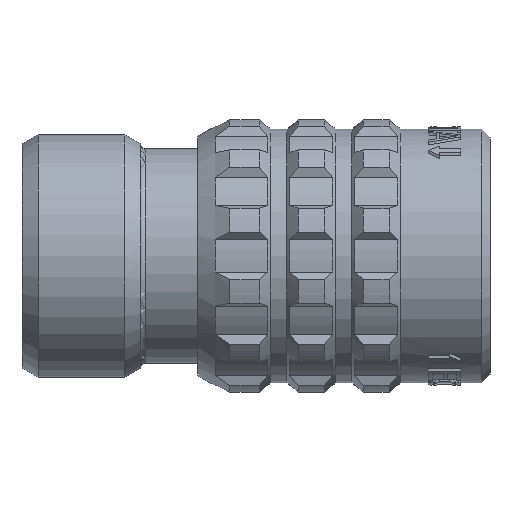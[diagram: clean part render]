
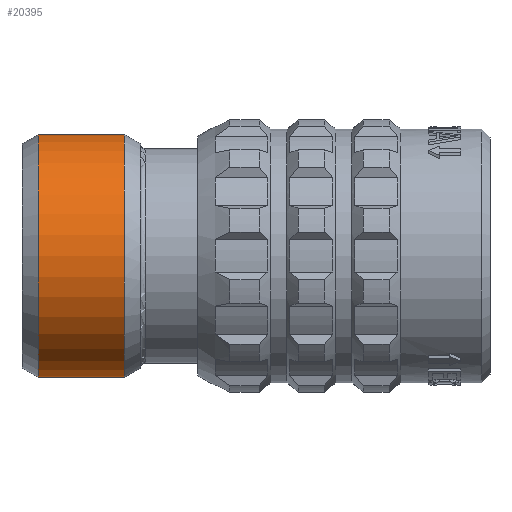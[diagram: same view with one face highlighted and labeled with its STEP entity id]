
A CAD part, top view. The second image highlights one B-rep face of the part: STEP entity #20395.
In plain terms, the highlighted cylindrical face has radius 7.475 mm (diameter 14.95 mm), a partial arc.
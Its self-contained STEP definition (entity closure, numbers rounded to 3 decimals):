
#3219=CARTESIAN_POINT('',(-10.525,0.,0.));
#3220=DIRECTION('',(1.,0.,0.));
#3221=DIRECTION('',(0.,1.,0.));
#3222=AXIS2_PLACEMENT_3D('',#3219,#3220,#3221);
#3224=CARTESIAN_POINT('',(-5.225,0.,0.));
#3225=DIRECTION('',(1.,0.,0.));
#3226=DIRECTION('',(0.,1.,0.));
#3227=AXIS2_PLACEMENT_3D('',#3224,#3225,#3226);
#3229=DIRECTION('',(-1.,0.,0.));
#3230=VECTOR('',#3229,5.3);
#3231=CARTESIAN_POINT('',(-5.225,7.475,0.));
#3232=LINE('1182',#3231,#3230);
#3233=DIRECTION('',(-1.,0.,0.));
#3234=VECTOR('',#3233,5.3);
#3235=CARTESIAN_POINT('',(-5.225,-7.475,0.));
#3236=LINE('1186',#3235,#3234);
#15043=CARTESIAN_POINT('',(-5.225,7.475,0.));
#15044=CARTESIAN_POINT('',(-10.525,7.475,0.));
#15045=VERTEX_POINT('',#15043);
#15046=VERTEX_POINT('',#15044);
#15049=CARTESIAN_POINT('',(-5.225,-7.475,0.));
#15050=CARTESIAN_POINT('',(-10.525,-7.475,0.));
#15051=VERTEX_POINT('',#15049);
#15052=VERTEX_POINT('',#15050);
#20381=CARTESIAN_POINT('',(-12.965,0.,0.));
#20382=DIRECTION('',(1.,0.,0.));
#20383=DIRECTION('',(0.,-1.,0.));
#20384=AXIS2_PLACEMENT_3D('',#20381,#20382,#20383);
#20385=CYLINDRICAL_SURFACE('276',#20384,7.475);
#20387=ORIENTED_EDGE('1182',*,*,#20386,.F.);
#20389=ORIENTED_EDGE('1197',*,*,#20388,.T.);
#20391=ORIENTED_EDGE('1186',*,*,#20390,.T.);
#20392=ORIENTED_EDGE('1198',*,*,#20367,.F.);
#20393=EDGE_LOOP('276',(#20387,#20389,#20391,#20392));
#20394=FACE_OUTER_BOUND('276',#20393,.F.);
#3223=CIRCLE('1198',#3222,7.475);
#3228=CIRCLE('1197',#3227,7.475);
#20367=EDGE_CURVE('1198',#15046,#15052,#3223,.T.);
#20386=EDGE_CURVE('1182',#15045,#15046,#3232,.T.);
#20388=EDGE_CURVE('1197',#15045,#15051,#3228,.T.);
#20390=EDGE_CURVE('1186',#15051,#15052,#3236,.T.);
#20395=ADVANCED_FACE('276',(#20394),#20385,.T.);
